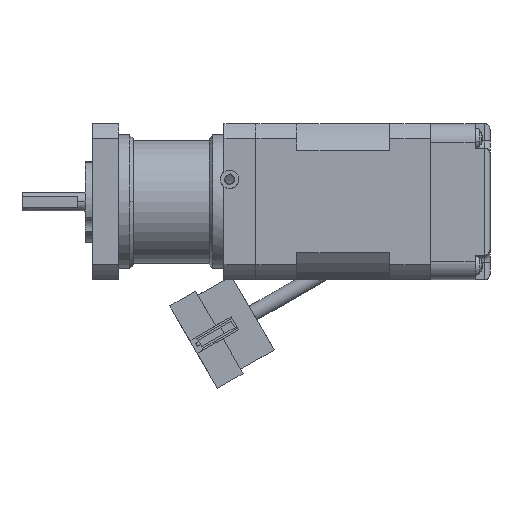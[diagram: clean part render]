
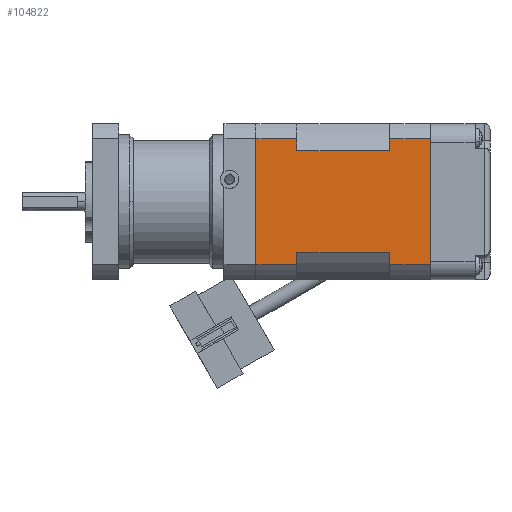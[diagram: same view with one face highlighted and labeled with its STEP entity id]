
A CAD part, front view. The second image highlights one B-rep face of the part: STEP entity #104822.
In plain terms, the highlighted planar face has unit normal (0, -1, 0).
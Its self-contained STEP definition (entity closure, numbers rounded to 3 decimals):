
#26234 = LINE ( 'NONE', #28659, #26243 ) ;
#26239 = LINE ( 'NONE', #28658, #26246 ) ;
#26242 = LINE ( 'NONE', #28663, #26249 ) ;
#26243 = VECTOR ( 'NONE', #28664, 1000. ) ;
#26245 = LINE ( 'NONE', #28665, #26255 ) ;
#26246 = VECTOR ( 'NONE', #28666, 1000. ) ;
#26247 = LINE ( 'NONE', #28669, #26252 ) ;
#26249 = VECTOR ( 'NONE', #28668, 1000. ) ;
#26250 = LINE ( 'NONE', #28667, #26257 ) ;
#26252 = VECTOR ( 'NONE', #28671, 1000. ) ;
#26253 = LINE ( 'NONE', #28670, #26260 ) ;
#26255 = VECTOR ( 'NONE', #28672, 1000. ) ;
#26256 = LINE ( 'NONE', #28673, #26266 ) ;
#26257 = VECTOR ( 'NONE', #28674, 1000. ) ;
#26259 = LINE ( 'NONE', #28677, #26263 ) ;
#26260 = VECTOR ( 'NONE', #28676, 1000. ) ;
#26262 = LINE ( 'NONE', #28675, #26269 ) ;
#26263 = VECTOR ( 'NONE', #28678, 1000. ) ;
#26266 = VECTOR ( 'NONE', #28679, 1000. ) ;
#26268 = LINE ( 'NONE', #28686, #26272 ) ;
#26269 = VECTOR ( 'NONE', #28682, 1000. ) ;
#26270 = LINE ( 'NONE', #28690, #26275 ) ;
#26272 = VECTOR ( 'NONE', #28688, 1000. ) ;
#26275 = VECTOR ( 'NONE', #28694, 1000. ) ;
#28658 = CARTESIAN_POINT ( 'NONE',  ( 4.029, 0., 47. ) ) ;
#28659 = CARTESIAN_POINT ( 'NONE',  ( 4.029, 0., 11. ) ) ;
#28663 = CARTESIAN_POINT ( 'NONE',  ( 4.029, 0., 0. ) ) ;
#28664 = DIRECTION ( 'NONE',  ( 1., 0., 0. ) ) ;
#28665 = CARTESIAN_POINT ( 'NONE',  ( 4.029, 0., 11. ) ) ;
#28666 = DIRECTION ( 'NONE',  ( 0., 0., -1. ) ) ;
#28667 = CARTESIAN_POINT ( 'NONE',  ( 34.766, 0., 11. ) ) ;
#28668 = DIRECTION ( 'NONE',  ( 1., 0., 0. ) ) ;
#28669 = CARTESIAN_POINT ( 'NONE',  ( 37.971, 0., 47. ) ) ;
#28670 = CARTESIAN_POINT ( 'NONE',  ( 4.029, 0., 36. ) ) ;
#28671 = DIRECTION ( 'NONE',  ( 0., 0., -1. ) ) ;
#28672 = DIRECTION ( 'NONE',  ( 1., 0., 0. ) ) ;
#28673 = CARTESIAN_POINT ( 'NONE',  ( 4.029, 0., 47. ) ) ;
#28674 = DIRECTION ( 'NONE',  ( 0., 0., -1. ) ) ;
#28675 = CARTESIAN_POINT ( 'NONE',  ( 4.029, 0., 47. ) ) ;
#28676 = DIRECTION ( 'NONE',  ( 1., 0., 0. ) ) ;
#28677 = CARTESIAN_POINT ( 'NONE',  ( 37.971, 0., 47. ) ) ;
#28678 = DIRECTION ( 'NONE',  ( 0., 0., -1. ) ) ;
#28679 = DIRECTION ( 'NONE',  ( 1., 0., 0. ) ) ;
#28682 = DIRECTION ( 'NONE',  ( 0., 0., -1. ) ) ;
#28686 = CARTESIAN_POINT ( 'NONE',  ( 4.029, 0., 36. ) ) ;
#28688 = DIRECTION ( 'NONE',  ( 1., 0., 0. ) ) ;
#28690 = CARTESIAN_POINT ( 'NONE',  ( 7.234, 0., 11. ) ) ;
#28694 = DIRECTION ( 'NONE',  ( 0., 0., 1. ) ) ;
#71928 = CARTESIAN_POINT ( 'NONE',  ( 7.234, 0., 36. ) ) ;
#71957 = CARTESIAN_POINT ( 'NONE',  ( 4.029, 0., 36. ) ) ;
#72504 = VERTEX_POINT ( 'NONE', #71928 ) ;
#72530 = VERTEX_POINT ( 'NONE', #71957 ) ;
#95614 = CARTESIAN_POINT ( 'NONE',  ( 37.971, 0., 36. ) ) ;
#95619 = CARTESIAN_POINT ( 'NONE',  ( 37.971, 0., 47. ) ) ;
#95621 = CARTESIAN_POINT ( 'NONE',  ( 37.971, 0., 0. ) ) ;
#95622 = CARTESIAN_POINT ( 'NONE',  ( 4.029, 0., 0. ) ) ;
#95625 = CARTESIAN_POINT ( 'NONE',  ( 34.766, 0., 11. ) ) ;
#95650 = CARTESIAN_POINT ( 'NONE',  ( 34.766, 0., 36. ) ) ;
#95659 = CARTESIAN_POINT ( 'NONE',  ( 4.029, 0., 47. ) ) ;
#95660 = CARTESIAN_POINT ( 'NONE',  ( 37.971, 0., 11. ) ) ;
#95665 = CARTESIAN_POINT ( 'NONE',  ( 7.234, 0., 11. ) ) ;
#95666 = CARTESIAN_POINT ( 'NONE',  ( 4.029, 0., 11. ) ) ;
#102606 = VERTEX_POINT ( 'NONE', #95614 ) ;
#102607 = VERTEX_POINT ( 'NONE', #95619 ) ;
#102609 = VERTEX_POINT ( 'NONE', #95621 ) ;
#102610 = VERTEX_POINT ( 'NONE', #95622 ) ;
#102613 = VERTEX_POINT ( 'NONE', #95625 ) ;
#102638 = VERTEX_POINT ( 'NONE', #95650 ) ;
#102647 = VERTEX_POINT ( 'NONE', #95659 ) ;
#102648 = VERTEX_POINT ( 'NONE', #95660 ) ;
#102653 = VERTEX_POINT ( 'NONE', #95665 ) ;
#102654 = VERTEX_POINT ( 'NONE', #95666 ) ;
#102916 = EDGE_LOOP ( 'NONE', ( #128013, #128014, #128015, #128016, #128017, #128018, #128019, #128020, #128021, #128022, #128023, #128024 ) ) ;
#104822 = ADVANCED_FACE ( 'NONE', ( #112254 ), #112104, .F. ) ;
#110102 = AXIS2_PLACEMENT_3D ( 'NONE', #112102, #112107, #112108 ) ;
#112102 = CARTESIAN_POINT ( 'NONE',  ( 4.029, 0., 47. ) ) ;
#112104 = PLANE ( 'NONE',  #110102 ) ;
#112107 = DIRECTION ( 'NONE',  ( 0., 1., 0. ) ) ;
#112108 = DIRECTION ( 'NONE',  ( -1., 0., 0. ) ) ;
#112254 = FACE_OUTER_BOUND ( 'NONE', #102916, .T. ) ;
#120695 = EDGE_CURVE ( 'NONE', #102654, #102653, #26234, .T. ) ;
#120696 = EDGE_CURVE ( 'NONE', #102654, #102610, #26239, .T. ) ;
#120697 = EDGE_CURVE ( 'NONE', #102610, #102609, #26242, .T. ) ;
#120698 = EDGE_CURVE ( 'NONE', #102648, #102609, #26247, .T. ) ;
#120699 = EDGE_CURVE ( 'NONE', #102613, #102648, #26245, .T. ) ;
#120700 = EDGE_CURVE ( 'NONE', #102638, #102613, #26250, .T. ) ;
#120701 = EDGE_CURVE ( 'NONE', #102638, #102606, #26253, .T. ) ;
#120702 = EDGE_CURVE ( 'NONE', #102607, #102606, #26259, .T. ) ;
#120703 = EDGE_CURVE ( 'NONE', #102647, #102607, #26256, .T. ) ;
#120704 = EDGE_CURVE ( 'NONE', #102647, #72530, #26262, .T. ) ;
#120705 = EDGE_CURVE ( 'NONE', #72530, #72504, #26268, .T. ) ;
#120706 = EDGE_CURVE ( 'NONE', #102653, #72504, #26270, .T. ) ;
#128013 = ORIENTED_EDGE ( 'NONE', *, *, #120695, .F. ) ;
#128014 = ORIENTED_EDGE ( 'NONE', *, *, #120696, .T. ) ;
#128015 = ORIENTED_EDGE ( 'NONE', *, *, #120697, .T. ) ;
#128016 = ORIENTED_EDGE ( 'NONE', *, *, #120698, .F. ) ;
#128017 = ORIENTED_EDGE ( 'NONE', *, *, #120699, .F. ) ;
#128018 = ORIENTED_EDGE ( 'NONE', *, *, #120700, .F. ) ;
#128019 = ORIENTED_EDGE ( 'NONE', *, *, #120701, .T. ) ;
#128020 = ORIENTED_EDGE ( 'NONE', *, *, #120702, .F. ) ;
#128021 = ORIENTED_EDGE ( 'NONE', *, *, #120703, .F. ) ;
#128022 = ORIENTED_EDGE ( 'NONE', *, *, #120704, .T. ) ;
#128023 = ORIENTED_EDGE ( 'NONE', *, *, #120705, .T. ) ;
#128024 = ORIENTED_EDGE ( 'NONE', *, *, #120706, .F. ) ;
